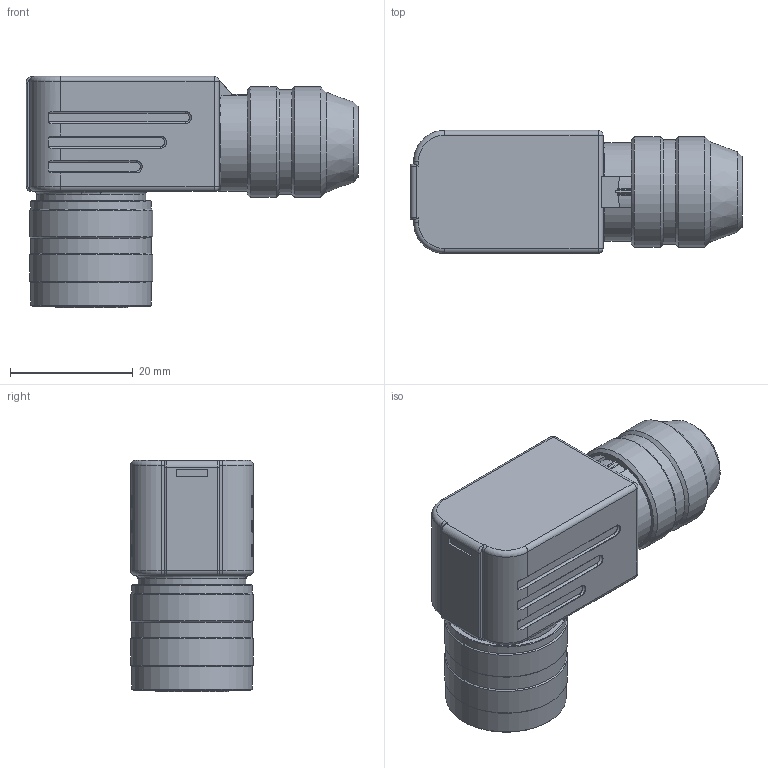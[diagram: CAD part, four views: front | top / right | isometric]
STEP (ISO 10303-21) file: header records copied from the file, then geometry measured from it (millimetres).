
FILE_DESCRIPTION(/* description */ (''),/* implementation_level */ '2;1');
FILE_NAME(/* name */ '99_5622_75_06_001_00.stp',/* time_stamp */ '2014-10-23T08:24:18+02:00',/* author */ (''),/* organization */ (''),/* preprocessor_version */ 'ST-DEVELOPER v14',/* originating_system */ 'SIEMENS PLM Software NX 8.0',/* authorisation */ '');
FILE_SCHEMA (('AP203_CONFIGURATION_CONTROLLED_3D_DESIGN_OF_MECHANICAL_PARTS_AND_ASSEMBLIES_MIM_LF { 1 0 10303 403 2 1 2}'));
Length unit declared in the file: millimetre
Products named in the file (1): cerl145C7A0Bvv8m
Bounding box: 54 x 20 x 37.6 mm (x, y, z)
Volume: 21094.1 mm3; surface area: 6730.2 mm2
Topology: 1 solids, 5 shells, 245 faces, 600 edges, 375 vertices
Faces by surface type: plane 111, cylinder 83, torus 22, cone 21, bspline 4, sphere 4
Full cylindrical faces by diameter (mm): 2.25 x1, 15.188 x1, 17 x1, 17.7 x1, 18 x2, 19.6 x3, 20 x2
Entity records: 7509 total; most frequent: CARTESIAN_POINT 1763, DIRECTION 1193, ORIENTED_EDGE 1136, EDGE_CURVE 568, AXIS2_PLACEMENT_3D 439, VERTEX_POINT 371, LINE 315, VECTOR 315
